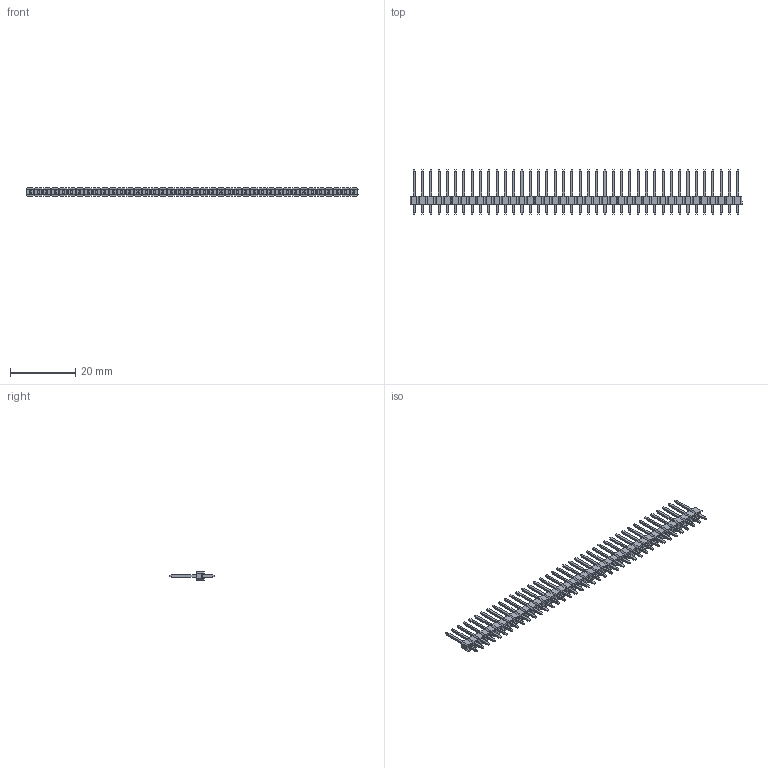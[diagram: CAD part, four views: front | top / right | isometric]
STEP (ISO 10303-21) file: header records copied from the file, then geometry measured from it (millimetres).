
FILE_DESCRIPTION (( 'STEP AP214' ), '1' );
FILE_NAME ('1x40 Male Pin Header.STEP', '2021-11-12T15:22:39', ( 'M.B.I.' ), ( '' ), 'SwSTEP 2.0', '', '' );
FILE_SCHEMA (( 'AUTOMOTIVE_DESIGN' ));
Length unit declared in the file: millimetre
Products named in the file (1): 1x40 Male Pin Header
Bounding box: 101.61 x 13.54 x 2.5 mm (x, y, z)
Volume: 697.6 mm3; surface area: 2763.3 mm2
Topology: 41 solids, 41 shells, 1528 faces, 3934 edges, 2488 vertices
Faces by surface type: plane 1528
Entity records: 45460 total; most frequent: CARTESIAN_POINT 7951, ORIENTED_EDGE 7868, DIRECTION 6992, VECTOR 3934, LINE 3934, EDGE_CURVE 3934, VERTEX_POINT 2488, EDGE_LOOP 1608
